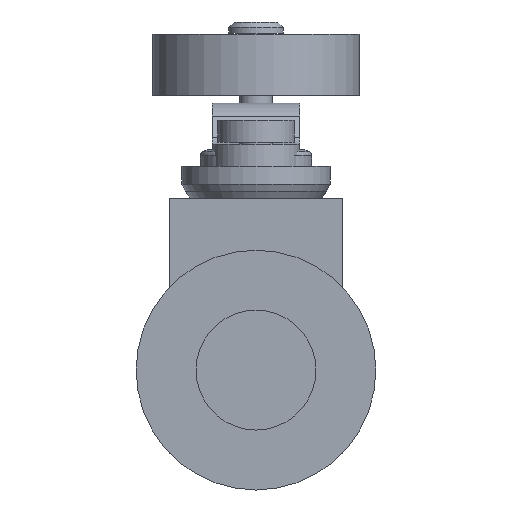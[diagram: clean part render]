
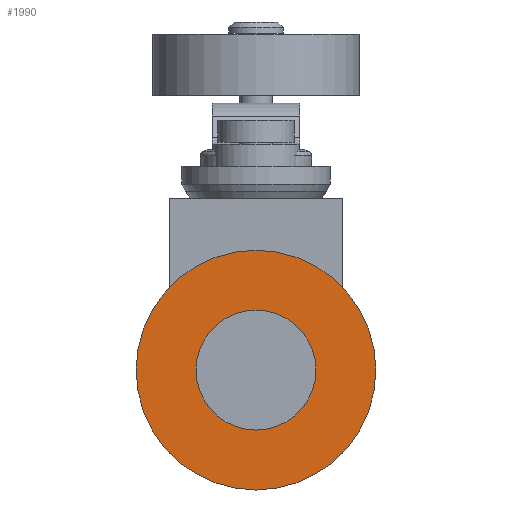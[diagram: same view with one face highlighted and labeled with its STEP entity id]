
A CAD part, front view. The second image highlights one B-rep face of the part: STEP entity #1990.
In plain terms, the highlighted planar face has unit normal (0, -1, 0).
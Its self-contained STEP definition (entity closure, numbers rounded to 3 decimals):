
#1922=CARTESIAN_POINT('',(11.,-2.5,0.));
#1923=VERTEX_POINT('',#1922);
#1939=CARTESIAN_POINT('',(-11.,-2.5,0.));
#1940=VERTEX_POINT('',#1939);
#1947=CARTESIAN_POINT('',(0.,-2.5,0.));
#1948=DIRECTION('',(0.0,-1.0,0.0));
#1949=DIRECTION('',(1.0,0.0,0.0));
#1950=AXIS2_PLACEMENT_3D('',#1947,#1948,#1949);
#1951=CIRCLE('',#1950,11.0);
#1952=EDGE_CURVE('',#1923,#1940,#1951,.T.);
#1963=CARTESIAN_POINT('',(0.,-2.5,0.));
#1964=DIRECTION('',(0.0,-1.0,0.0));
#1965=DIRECTION('',(1.0,0.0,0.0));
#1966=AXIS2_PLACEMENT_3D('',#1963,#1964,#1965);
#1967=CIRCLE('',#1966,11.0);
#1968=EDGE_CURVE('',#1940,#1923,#1967,.T.);
#1981=CARTESIAN_POINT('',(0.,-2.5,0.));
#1982=DIRECTION('',(0.0,-1.0,0.0));
#1983=DIRECTION('',(-1.0,0.0,0.0));
#1984=AXIS2_PLACEMENT_3D('',#1981,#1982,#1983);
#1985=PLANE('',#1984);
#1986=ORIENTED_EDGE('',*,*,#1952,.T.);
#1987=ORIENTED_EDGE('',*,*,#1968,.T.);
#1988=EDGE_LOOP('',(#1986,#1987));
#1989=FACE_OUTER_BOUND('',#1988,.T.);
#1990=ADVANCED_FACE('',(#1989),#1985,.T.);
